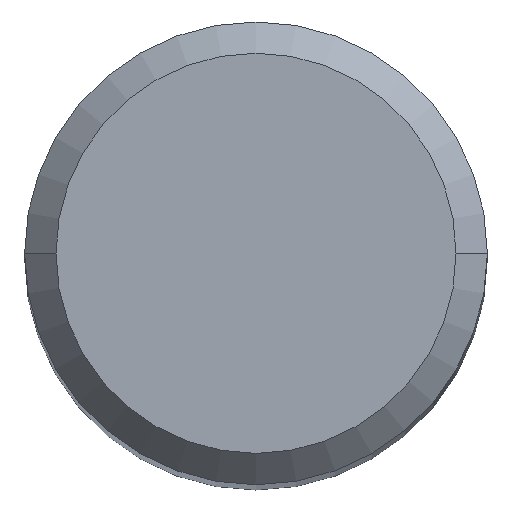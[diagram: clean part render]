
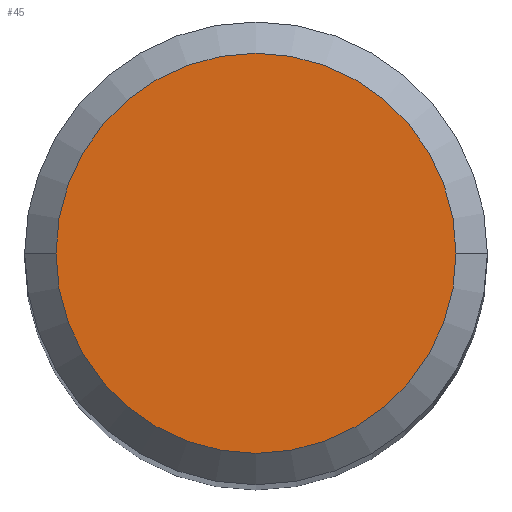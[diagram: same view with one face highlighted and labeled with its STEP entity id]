
A CAD part, top view. The second image highlights one B-rep face of the part: STEP entity #45.
In plain terms, the highlighted planar face has unit normal (0, 0, 1).
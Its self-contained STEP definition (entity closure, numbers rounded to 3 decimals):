
#45=ADVANCED_FACE('',(#85),#86,.T.);
#85=FACE_OUTER_BOUND('',#117,.T.);
#86=PLANE('',#118);
#117=EDGE_LOOP('',(#173,#174));
#118=AXIS2_PLACEMENT_3D('',#175,#176,#177);
#173=ORIENTED_EDGE('',*,*,#204,.T.);
#174=ORIENTED_EDGE('',*,*,#187,.T.);
#175=CARTESIAN_POINT('',(0.,0.0,160.0));
#176=DIRECTION('',(0.,0.,1.0));
#177=DIRECTION('',(1.0,0.,0.0));
#187=EDGE_CURVE('',#212,#209,#213,.T.);
#204=EDGE_CURVE('',#209,#212,#235,.T.);
#209=VERTEX_POINT('',#240);
#212=VERTEX_POINT('',#244);
#213=CIRCLE('',#245,10.376);
#235=CIRCLE('',#272,10.376);
#240=CARTESIAN_POINT('',(10.376,0.0,160.0));
#244=CARTESIAN_POINT('',(-10.376,0.,160.0));
#245=AXIS2_PLACEMENT_3D('',#277,#278,#279);
#272=AXIS2_PLACEMENT_3D('',#303,#304,#305);
#277=CARTESIAN_POINT('',(0.,0.0,160.0));
#278=DIRECTION('',(0.,0.0,1.0));
#279=DIRECTION('',(1.0,0.0,0.));
#303=CARTESIAN_POINT('',(0.,0.0,160.0));
#304=DIRECTION('',(0.,0.0,1.0));
#305=DIRECTION('',(1.0,0.0,0.));
